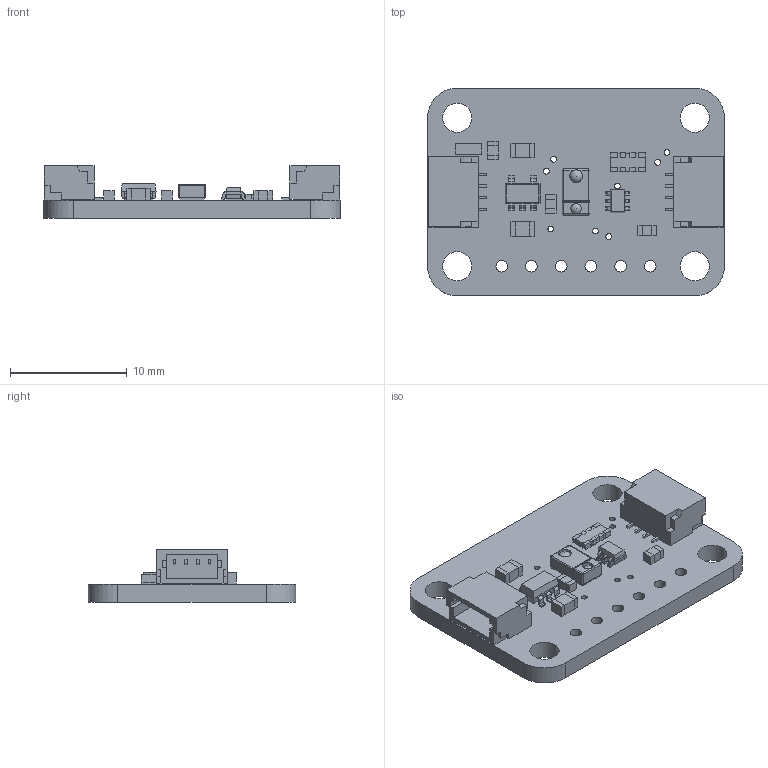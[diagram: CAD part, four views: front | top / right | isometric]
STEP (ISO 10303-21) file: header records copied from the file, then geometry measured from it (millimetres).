
FILE_DESCRIPTION(/* description */ (''),/* implementation_level */ '2;1');
FILE_NAME(/* name */ 'PCB Component.step',/* time_stamp */ '2022-09-22T15:00:01-04:00',/* author */ (''),/* organization */ (''),/* preprocessor_version */ 'ST-DEVELOPER v19',/* originating_system */ 'Autodesk Translation Framework v11.7.0.108',/* authorisation */ '');
FILE_SCHEMA (('AUTOMOTIVE_DESIGN { 1 0 10303 214 3 1 1 }'));
Length unit declared in the file: millimetre
Products named in the file (10): PCB Component; Board; 10uF; AP2112K-3.3; 10K; 10K_1; BSS138; STEMMA_I2C_QT; GREEN; APDS-9960
Assembly tree (13 placements, depth 2):
  PCB Component
    Board
    10uF  x2
    AP2112K-3.3
    10K  x3
    10K_1
    BSS138
    STEMMA_I2C_QT  x2
    GREEN
    APDS-9960
Bounding box: 25.4 x 17.78 x 4.53 mm (x, y, z)
Volume: 777.6 mm3; surface area: 1572 mm2
Topology: 22 solids, 22 shells, 618 faces, 1622 edges, 1056 vertices
Faces by surface type: plane 518, cylinder 90, sphere 10
Full cylindrical faces by diameter (mm): 0.483 x2, 0.5 x12, 0.9 x1, 1 x6, 1.1 x1, 2.5 x4
Entity records: 15568 total; most frequent: CARTESIAN_POINT 2630, ORIENTED_EDGE 2536, DIRECTION 2471, EDGE_CURVE 1268, LINE 1077, VECTOR 1077, VERTEX_POINT 822, AXIS2_PLACEMENT_3D 697
